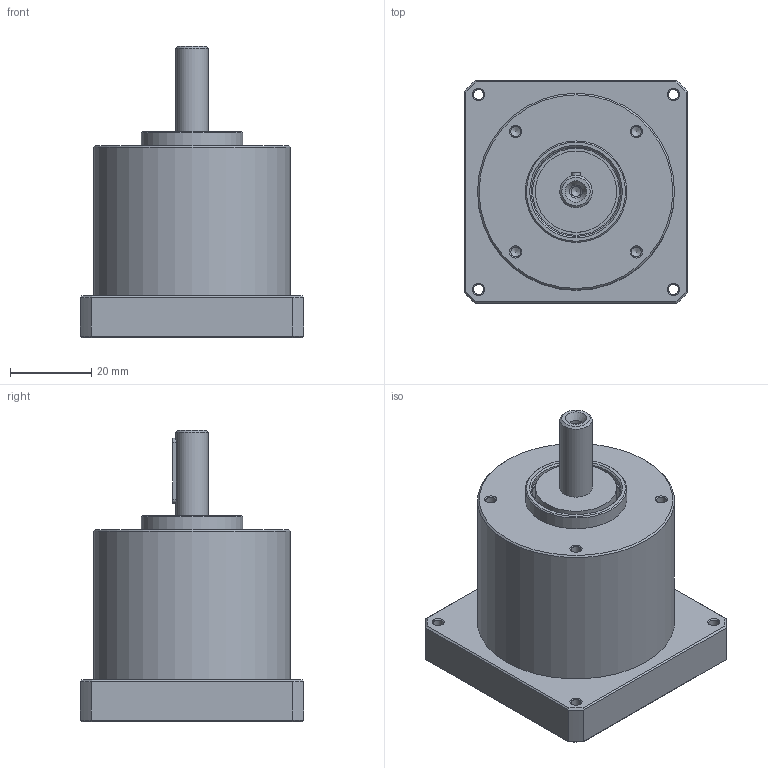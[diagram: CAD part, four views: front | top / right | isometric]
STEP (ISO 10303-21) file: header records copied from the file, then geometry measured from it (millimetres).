
FILE_DESCRIPTION(/* description */ ('STEP AP214'),/* implementation_level */ '2;1');
FILE_NAME(/* name */ '164229_FLSM-12-L',/* time_stamp */ '2024-08-28T14:16:06+02:00',/* author */ ('License CC BY-ND 4.0'),/* organization */ ('CADENAS'),/* preprocessor_version */ 'ST-DEVELOPER v19.3',/* originating_system */ 'PARTsolutions',/* authorisation */ ' ');
FILE_SCHEMA (('AUTOMOTIVE_DESIGN {1 0 10303 214 3 1 1}'));
Length unit declared in the file: millimetre
Products named in the file (3): 164229 FLSM-12-L; 164229 FLSM-12; 164229 FLSM-12w
Assembly tree (2 placements, depth 2):
  164229 FLSM-12-L
    164229 FLSM-12
    164229 FLSM-12w
Bounding box: 55 x 55 x 71.8 mm (x, y, z)
Volume: 94172.1 mm3; surface area: 23207.1 mm2
Topology: 2 solids, 2 shells, 97 faces, 205 edges, 122 vertices
Faces by surface type: cone 33, plane 32, cylinder 28, torus 4
Full cylindrical faces by diameter (mm): 2.459 x9, 3.2 x1, 8 x1, 20 x2, 22 x2, 22.6 x1, 23 x2, 25 x1, 28 x1, 48.5 x1
Entity records: 2408 total; most frequent: CARTESIAN_POINT 441, DIRECTION 412, ORIENTED_EDGE 298, AXIS2_PLACEMENT_3D 185, FACE_BOUND 171, EDGE_LOOP 166, EDGE_CURVE 149, VERTEX_POINT 120
